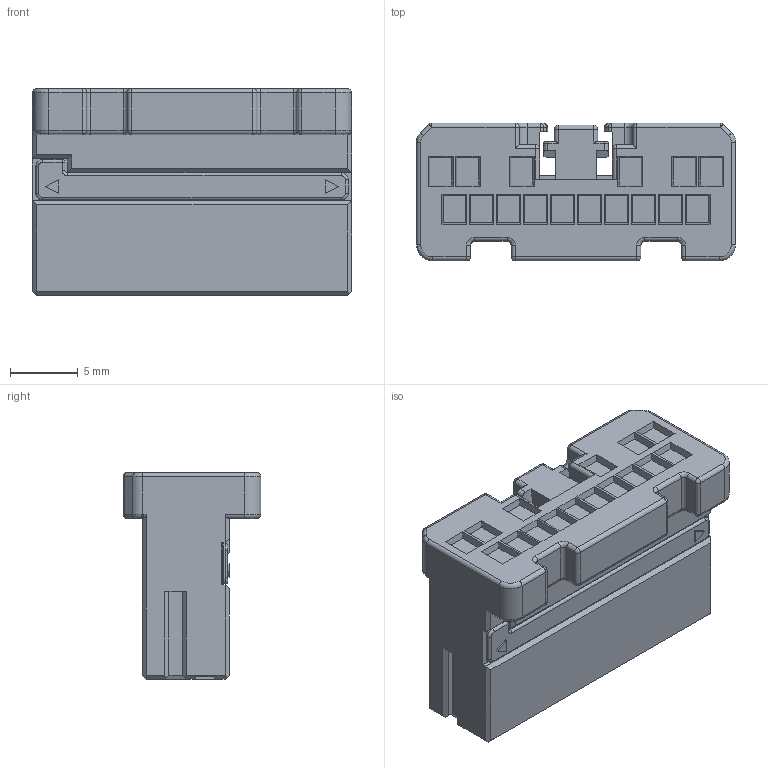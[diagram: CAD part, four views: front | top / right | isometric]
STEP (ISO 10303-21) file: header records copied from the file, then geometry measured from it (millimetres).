
FILE_DESCRIPTION(('Creo Elements/Direct Modeling STEP Export'),'2;1');
FILE_NAME('ZE05-16DP-HUR.stp','2020-02-14T10:19:07',(''),(''),'Creo Elements/Direct Modeling STEP processor for AP214 (Solid Model)','Creo Elements/Direct Modeling 19.0F 14-Feb-2017 (C) Parametric Technology GmbH','');
FILE_SCHEMA(('AUTOMOTIVE_DESIGN { 1 0 10303 214 1 1 1 1 }'));
Length unit declared in the file: millimetre
Products named in the file (3): S-HOUSING-187410.PRT; S-HOUSING-187740.ASM; ZE05-16DS-HUR.stp
Assembly tree (2 placements, depth 3):
  ZE05-16DS-HUR.stp
    S-HOUSING-187740.ASM
      S-HOUSING-187410.PRT
Bounding box: 23.6 x 10.2 x 15.3 mm (x, y, z)
Volume: 2333.4 mm3; surface area: 1715.8 mm2
Topology: 1 solids, 1 shells, 621 faces, 1610 edges, 999 vertices
Faces by surface type: plane 452, cylinder 107, sphere 29, torus 25, bspline 8
Entity records: 18991 total; most frequent: CARTESIAN_POINT 3861, ORIENTED_EDGE 3162, DIRECTION 3016, EDGE_CURVE 1581, VECTOR 1322, LINE 1322, VERTEX_POINT 999, AXIS2_PLACEMENT_3D 847
